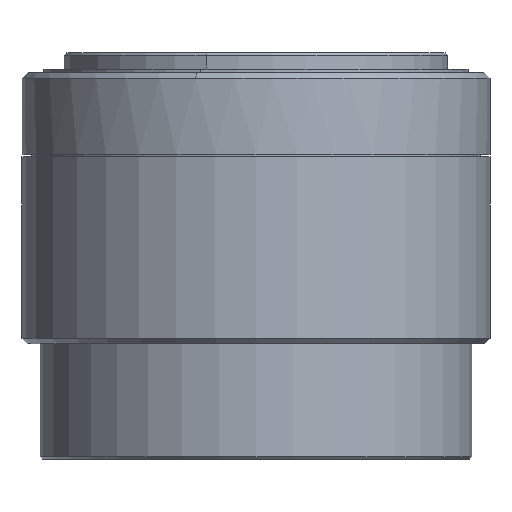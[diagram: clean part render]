
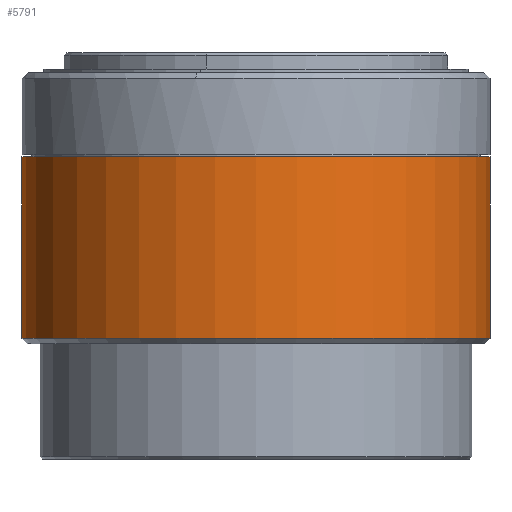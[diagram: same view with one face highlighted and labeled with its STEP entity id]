
A CAD part, front view. The second image highlights one B-rep face of the part: STEP entity #5791.
In plain terms, the highlighted cylindrical face has radius 42.55 mm (diameter 85.1 mm), a partial arc.
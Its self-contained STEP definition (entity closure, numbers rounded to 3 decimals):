
#394 = CIRCLE ( 'NONE', #1965, 42.55 ) ;
#422 = CARTESIAN_POINT ( 'NONE',  ( 42.55, 0., 7. ) ) ;
#601 = CARTESIAN_POINT ( 'NONE',  ( 0., 0., -26. ) ) ;
#1049 = VECTOR ( 'NONE', #4137, 1000. ) ;
#1052 = FACE_OUTER_BOUND ( 'NONE', #5668, .T. ) ;
#1126 = DIRECTION ( 'NONE',  ( 1., 0., 0. ) ) ;
#1164 = ORIENTED_EDGE ( 'NONE', *, *, #2608, .F. ) ;
#1453 = VERTEX_POINT ( 'NONE', #422 ) ;
#1561 = CARTESIAN_POINT ( 'NONE',  ( 0., 0., 7. ) ) ;
#1712 = VECTOR ( 'NONE', #4062, 1000. ) ;
#1873 = AXIS2_PLACEMENT_3D ( 'NONE', #601, #4255, #1126 ) ;
#1965 = AXIS2_PLACEMENT_3D ( 'NONE', #1561, #5215, #5706 ) ;
#2087 = EDGE_CURVE ( 'NONE', #6460, #6083, #3681, .T. ) ;
#2608 = EDGE_CURVE ( 'NONE', #3529, #1453, #394, .T. ) ;
#3011 = AXIS2_PLACEMENT_3D ( 'NONE', #3660, #5762, #3160 ) ;
#3160 = DIRECTION ( 'NONE',  ( 1., 0., 0. ) ) ;
#3529 = VERTEX_POINT ( 'NONE', #3698 ) ;
#3660 = CARTESIAN_POINT ( 'NONE',  ( 0., 0., -168.35 ) ) ;
#3681 = CIRCLE ( 'NONE', #1873, 42.55 ) ;
#3698 = CARTESIAN_POINT ( 'NONE',  ( -42.55, 0., 7. ) ) ;
#4062 = DIRECTION ( 'NONE',  ( 0., 0., 1. ) ) ;
#4137 = DIRECTION ( 'NONE',  ( 0., 0., 1. ) ) ;
#4255 = DIRECTION ( 'NONE',  ( 0., 0., 1. ) ) ;
#4294 = ORIENTED_EDGE ( 'NONE', *, *, #2087, .T. ) ;
#4723 = CARTESIAN_POINT ( 'NONE',  ( 42.55, 0., -26. ) ) ;
#5056 = LINE ( 'NONE', #5180, #1049 ) ;
#5099 = ORIENTED_EDGE ( 'NONE', *, *, #5689, .F. ) ;
#5133 = CARTESIAN_POINT ( 'NONE',  ( -42.55, 0., -168.35 ) ) ;
#5180 = CARTESIAN_POINT ( 'NONE',  ( 42.55, 0., -168.35 ) ) ;
#5215 = DIRECTION ( 'NONE',  ( 0., 0., 1. ) ) ;
#5668 = EDGE_LOOP ( 'NONE', ( #5099, #4294, #6494, #1164 ) ) ;
#5689 = EDGE_CURVE ( 'NONE', #6460, #3529, #5887, .T. ) ;
#5706 = DIRECTION ( 'NONE',  ( 1., 0., 0. ) ) ;
#5762 = DIRECTION ( 'NONE',  ( 0., 0., 1. ) ) ;
#5791 = ADVANCED_FACE ( 'NONE', ( #1052 ), #6378, .T. ) ;
#5887 = LINE ( 'NONE', #5133, #1712 ) ;
#5977 = CARTESIAN_POINT ( 'NONE',  ( -42.55, 0., -26. ) ) ;
#6083 = VERTEX_POINT ( 'NONE', #4723 ) ;
#6378 = CYLINDRICAL_SURFACE ( 'NONE', #3011, 42.55 ) ;
#6460 = VERTEX_POINT ( 'NONE', #5977 ) ;
#6494 = ORIENTED_EDGE ( 'NONE', *, *, #6793, .T. ) ;
#6793 = EDGE_CURVE ( 'NONE', #6083, #1453, #5056, .T. ) ;
